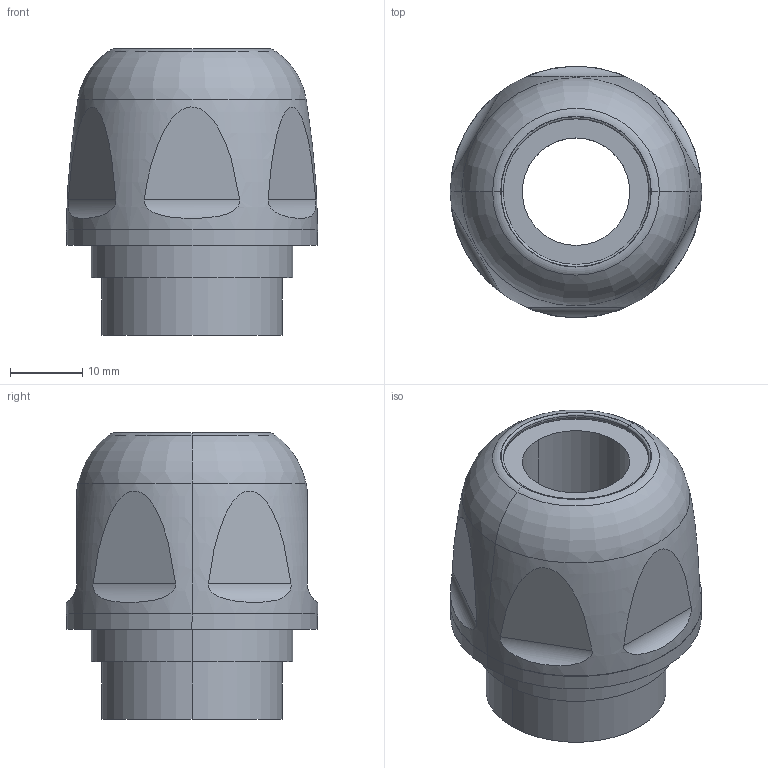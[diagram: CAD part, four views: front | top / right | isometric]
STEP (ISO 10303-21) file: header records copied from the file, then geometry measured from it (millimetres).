
FILE_DESCRIPTION(('Creo Elements/Direct Modeling STEP Export'),'2;1');
FILE_NAME('0lndrp34lfn75ll4280','2018-10-31T14:28:45',(''),(''),'PTC Creo Elements/Direct Modeling STEP processor for AP214 (Solid Model)','PTC Creo Elements/Direct Modeling 19.0E 27-Jun-2016 (C) Parametric Technology GmbH','');
FILE_SCHEMA(('AUTOMOTIVE_DESIGN { 1 0 10303 214 1 1 1 1 }'));
Length unit declared in the file: millimetre
Products named in the file (1): AH_M25IF
Bounding box: 34.9 x 34.9 x 39.78 mm (x, y, z)
Volume: 21717.9 mm3; surface area: 6838.8 mm2
Topology: 1 solids, 1 shells, 43 faces, 80 edges, 50 vertices
Faces by surface type: cylinder 16, plane 13, torus 12, cone 2
Entity records: 1510 total; most frequent: CARTESIAN_POINT 334, DIRECTION 166, ORIENTED_EDGE 160, EDGE_CURVE 80, AXIS2_PLACEMENT_3D 74, EDGE_LOOP 56, VERTEX_POINT 50, COLOUR_RGB 44
